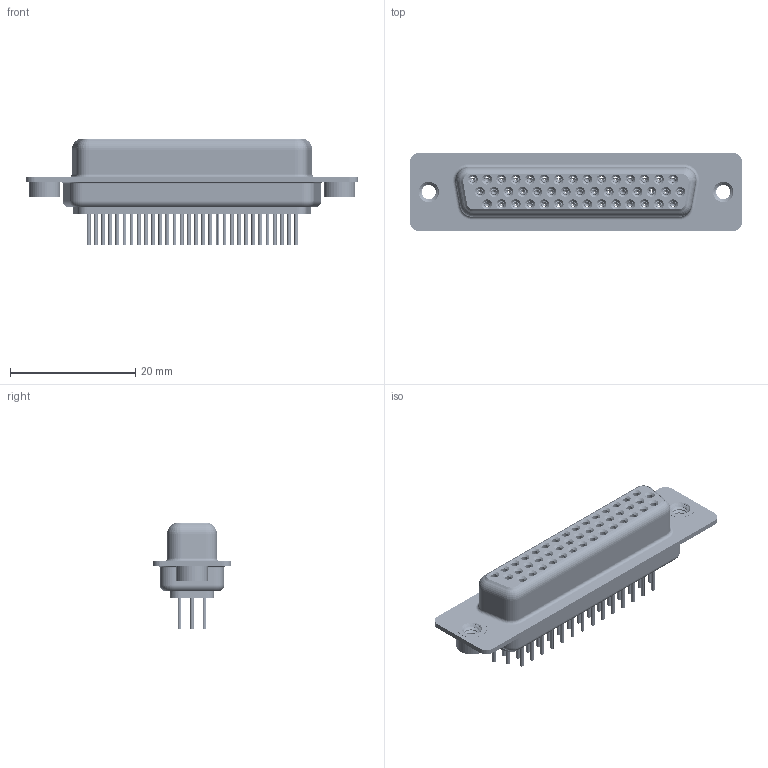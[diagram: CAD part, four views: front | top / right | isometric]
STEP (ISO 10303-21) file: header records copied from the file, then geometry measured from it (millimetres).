
FILE_DESCRIPTION (( 'STEP AP203' ), '1' );
FILE_NAME ('MHHDD-44FNS-C1.STEP', '2025-11-20T16:40:03', ( '' ), ( '' ), 'SwSTEP 2.0', 'SolidWorks 2023', '' );
FILE_SCHEMA (( 'CONFIG_CONTROL_DESIGN' ));
Length unit declared in the file: millimetre
Products named in the file (8): MHHDD Threaded Rivet; MHHDD Contact Row 1_30L; MHHDD-44FNS-C1; MHHDD Housing_44 Contacts; MHHDD Shell Rear_44 Contacts; MHHDD Contact Row 3_30L; MHHDD Contact Row 2_30L; MHHDD Shell Front_44 Contacts
Assembly tree (49 placements, depth 2):
  MHHDD-44FNS-C1
    MHHDD Housing_44 Contacts
    MHHDD Shell Front_44 Contacts
    MHHDD Shell Rear_44 Contacts
    MHHDD Contact Row 1_30L  x15
    MHHDD Contact Row 2_30L  x15
    MHHDD Contact Row 3_30L  x14
    MHHDD Threaded Rivet  x2
Bounding box: 53.04 x 12.55 x 16.95 mm (x, y, z)
Volume: 3134.7 mm3; surface area: 12442.5 mm2
Topology: 49 solids, 49 shells, 5874 faces, 14953 edges, 9276 vertices
Faces by surface type: cylinder 1587, plane 1435, torus 1201, bspline 886, cone 765
Entity records: 40070 total; most frequent: CARTESIAN_POINT 10850, DIRECTION 6048, ORIENTED_EDGE 5448, EDGE_CURVE 2724, AXIS2_PLACEMENT_3D 2545, VERTEX_POINT 1717, EDGE_LOOP 1405, CIRCLE 1394
